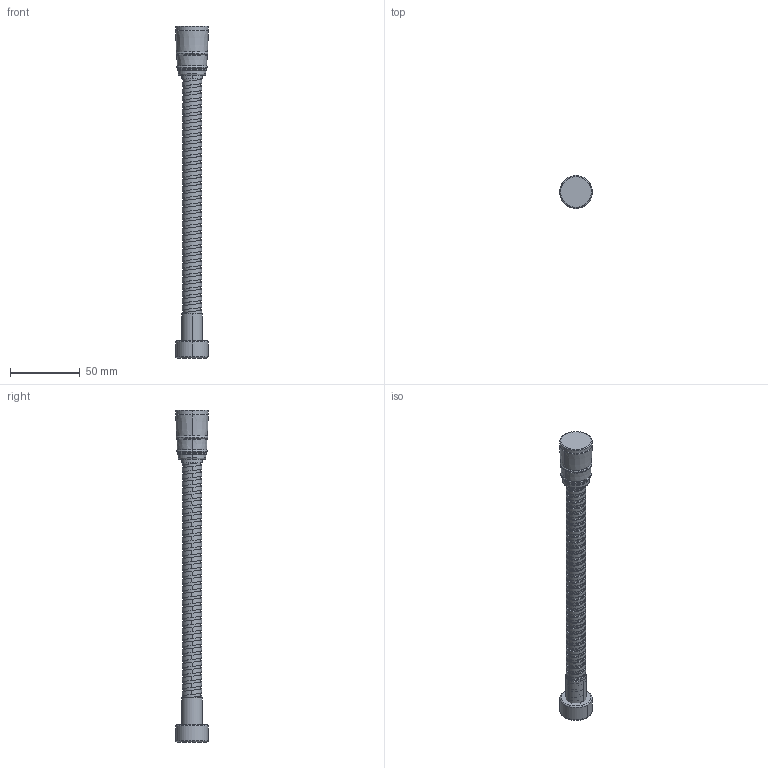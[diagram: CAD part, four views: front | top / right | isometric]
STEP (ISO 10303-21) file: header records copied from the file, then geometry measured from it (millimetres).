
FILE_DESCRIPTION(/* description */ ('AP214 STEP file'),/* implementation_level */ '2;1');
FILE_NAME(/* name */ '28025000_x_t_out.stp',/* time_stamp */ '2025-06-04T09:55:37+02:00',/* author */ (''),/* organization */ (''),/* preprocessor_version */ 'ST-DEVELOPER v18.1',/* originating_system */ 'Elysium Co. Ltd. STEP Translator v8.3.0.0',/* authorisation */ '');
FILE_SCHEMA (('AUTOMOTIVE_DESIGN { 1 0 10303 214 3 1 1 }'));
Length unit declared in the file: millimetre
Products named in the file (8): Group47; Group48; Group49; Group50; Group51; Group52; Group53; 28025000
Assembly tree (7 placements, depth 2):
  28025000
    Group47
    Group48
    Group49
    Group50
    Group51
    Group52
    Group53
Bounding box: 23.6 x 23.6 x 237.3 mm (x, y, z)
Volume: 22122.1 mm3; surface area: 35223.5 mm2
Topology: 7 solids, 9 shells, 291 faces, 753 edges, 488 vertices
Faces by surface type: cylinder 197, torus 42, plane 26, cone 20, bspline 6
Entity records: 19512 total; most frequent: CARTESIAN_POINT 13817, ORIENTED_EDGE 1506, EDGE_CURVE 753, VERTEX_POINT 488, STYLED_ITEM 394, B_SPLINE_CURVE_WITH_KNOTS 337, EDGE_LOOP 309, ADVANCED_FACE 291
